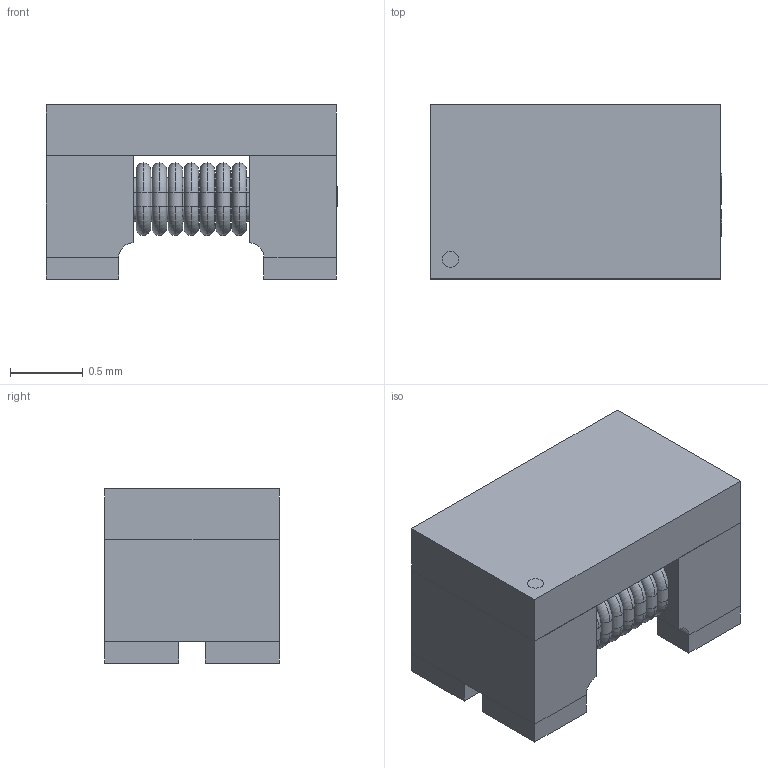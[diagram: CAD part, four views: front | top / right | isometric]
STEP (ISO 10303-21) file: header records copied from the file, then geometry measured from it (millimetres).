
FILE_DESCRIPTION (( 'STEP AP214' ), '1' );
FILE_NAME ('FILTER-SMD_4P-L2.0-W1.2-BL-1.step', '2022-06-24T03:02:53', ( '' ), ( '' ), 'SwSTEP 2.0', 'SolidWorks 2020', '' );
FILE_SCHEMA (( 'AUTOMOTIVE_DESIGN' ));
Length unit declared in the file: millimetre
Products named in the file (1): FILTER-SMD_4P-L2.0-W1.2-BL-1
Bounding box: 2.01 x 1.2 x 1.2 mm (x, y, z)
Volume: 2.3 mm3; surface area: 24.7 mm2
Topology: 13 solids, 13 shells, 454 faces, 1183 edges, 770 vertices
Faces by surface type: plane 222, bspline 112, cylinder 64, torus 56
Entity records: 20255 total; most frequent: CARTESIAN_POINT 4512, ORIENTED_EDGE 2366, DIRECTION 1881, EDGE_CURVE 1183, VERTEX_POINT 770, VECTOR 715, LINE 715, AXIS2_PLACEMENT_3D 583
